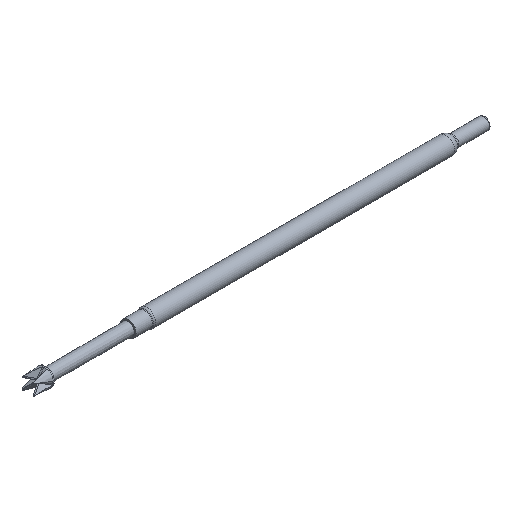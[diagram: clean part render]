
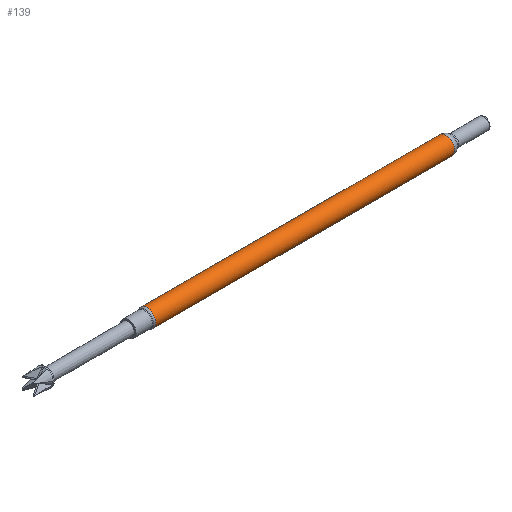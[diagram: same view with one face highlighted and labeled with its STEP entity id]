
A CAD part, isometric view. The second image highlights one B-rep face of the part: STEP entity #139.
In plain terms, the highlighted cylindrical face has radius 0.683 mm (diameter 1.367 mm), a full revolution.
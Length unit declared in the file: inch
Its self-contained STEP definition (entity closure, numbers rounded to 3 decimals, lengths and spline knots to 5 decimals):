
#139 = ADVANCED_FACE ( 'NONE', ( #2948, #3613 ), #2994, .T. ) ;
#213 = CARTESIAN_POINT ( 'NONE',  ( 0.98, 0., 0. ) ) ;
#1091 = AXIS2_PLACEMENT_3D ( 'NONE', #213, #4382, #2882 ) ;
#1823 = ORIENTED_EDGE ( 'NONE', *, *, #4334, .T. ) ;
#2723 = CIRCLE ( 'NONE', #3859, 0.0269 ) ;
#2740 = VERTEX_POINT ( 'NONE', #5412 ) ;
#2882 = DIRECTION ( 'NONE',  ( 0., 0., 1. ) ) ;
#2948 = FACE_OUTER_BOUND ( 'NONE', #3467, .T. ) ;
#2994 = CYLINDRICAL_SURFACE ( 'NONE', #4344, 0.0269 ) ;
#3467 = EDGE_LOOP ( 'NONE', ( #7429 ) ) ;
#3560 = CARTESIAN_POINT ( 'NONE',  ( 0., 0., 0. ) ) ;
#3613 = FACE_OUTER_BOUND ( 'NONE', #7588, .T. ) ;
#3859 = AXIS2_PLACEMENT_3D ( 'NONE', #6397, #7009, #4428 ) ;
#4334 = EDGE_CURVE ( 'NONE', #6154, #6154, #2723, .T. ) ;
#4344 = AXIS2_PLACEMENT_3D ( 'NONE', #3560, #7701, #4404 ) ;
#4382 = DIRECTION ( 'NONE',  ( -1., 0., 0. ) ) ;
#4404 = DIRECTION ( 'NONE',  ( 0., 0., 1. ) ) ;
#4428 = DIRECTION ( 'NONE',  ( 0., 0., -1. ) ) ;
#5412 = CARTESIAN_POINT ( 'NONE',  ( 0.98, 0., 0.0269 ) ) ;
#5536 = CARTESIAN_POINT ( 'NONE',  ( 0.05807, 0., -0.0269 ) ) ;
#6104 = CIRCLE ( 'NONE', #1091, 0.0269 ) ;
#6154 = VERTEX_POINT ( 'NONE', #5536 ) ;
#6397 = CARTESIAN_POINT ( 'NONE',  ( 0.05807, 0., 0. ) ) ;
#7005 = EDGE_CURVE ( 'NONE', #2740, #2740, #6104, .T. ) ;
#7009 = DIRECTION ( 'NONE',  ( 1., 0., 0. ) ) ;
#7429 = ORIENTED_EDGE ( 'NONE', *, *, #7005, .T. ) ;
#7588 = EDGE_LOOP ( 'NONE', ( #1823 ) ) ;
#7701 = DIRECTION ( 'NONE',  ( -1., 0., 0. ) ) ;
